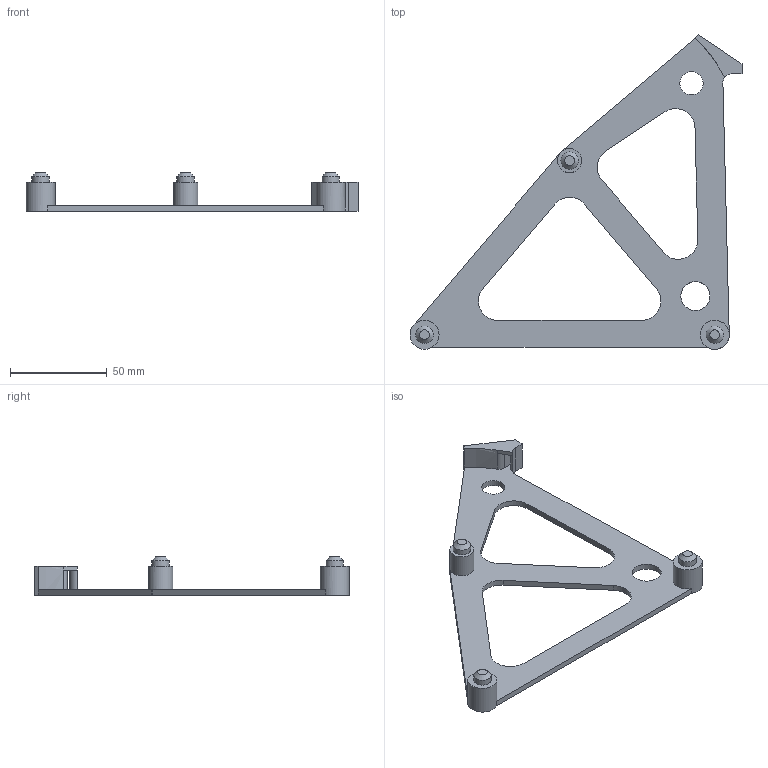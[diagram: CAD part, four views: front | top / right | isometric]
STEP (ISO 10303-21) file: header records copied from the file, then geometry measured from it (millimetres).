
FILE_DESCRIPTION(/* description */ (''),/* implementation_level */ '2;1');
FILE_NAME(/* name */ 'SMD Reel Holder paper tape.step',/* time_stamp */ '2021-12-10T18:17:33+01:00',/* author */ (''),/* organization */ (''),/* preprocessor_version */ 'ST-DEVELOPER v18.1',/* originating_system */ 'Autodesk Translation Framework v10.10.0.1391',/* authorisation */ '');
FILE_SCHEMA (('AUTOMOTIVE_DESIGN { 1 0 10303 214 3 1 1 }'));
Length unit declared in the file: millimetre
Products named in the file (1): SMD Reel Holder
Bounding box: 171.59 x 162.59 x 20 mm (x, y, z)
Volume: 34822.9 mm3; surface area: 24915.3 mm2
Topology: 1 solids, 1 shells, 57 faces, 141 edges, 91 vertices
Faces by surface type: plane 30, cylinder 21, cone 6
Full cylindrical faces by diameter (mm): 9 x3, 9.5 x3, 12 x1, 12.5 x1, 15 x3
Entity records: 1751 total; most frequent: DIRECTION 312, CARTESIAN_POINT 290, ORIENTED_EDGE 282, EDGE_CURVE 141, AXIS2_PLACEMENT_3D 113, VERTEX_POINT 91, LINE 86, VECTOR 86
